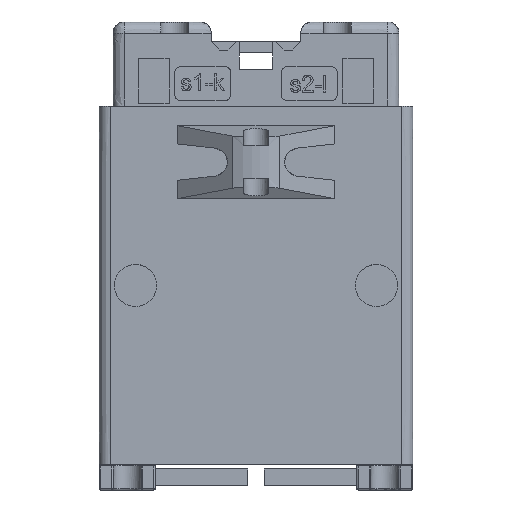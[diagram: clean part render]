
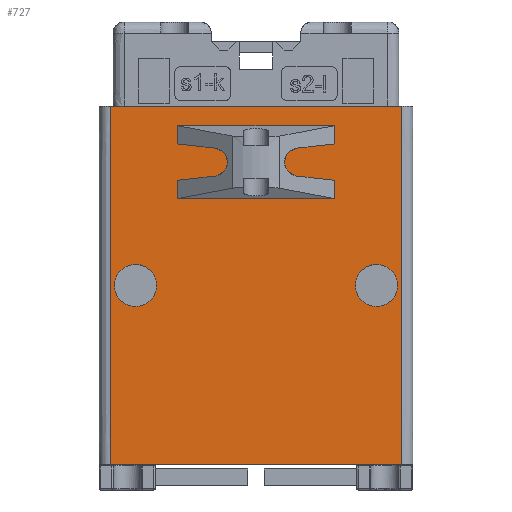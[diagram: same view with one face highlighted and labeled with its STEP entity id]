
A CAD part, front view. The second image highlights one B-rep face of the part: STEP entity #727.
In plain terms, the highlighted free-form (B-spline) face has degree [1, 1] with [2, 2] control points.
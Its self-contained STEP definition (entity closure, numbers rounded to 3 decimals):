
#299=(
BOUNDED_CURVE()
B_SPLINE_CURVE(2,(#12019,#12020,#12021,#12022,#12023),.UNSPECIFIED.,.F.,
.F.)
B_SPLINE_CURVE_WITH_KNOTS((3,2,3),(-23.611,-17.708,-11.805),
.UNSPECIFIED.)
CURVE()
GEOMETRIC_REPRESENTATION_ITEM()
RATIONAL_B_SPLINE_CURVE((1.,0.707,1.,0.707,1.))
REPRESENTATION_ITEM('')
);
#301=(
BOUNDED_CURVE()
B_SPLINE_CURVE(2,(#12031,#12032,#12033,#12034,#12035),.UNSPECIFIED.,.F.,
.F.)
B_SPLINE_CURVE_WITH_KNOTS((3,2,3),(-23.611,-17.708,-11.805),
.UNSPECIFIED.)
CURVE()
GEOMETRIC_REPRESENTATION_ITEM()
RATIONAL_B_SPLINE_CURVE((1.,0.707,1.,0.707,1.))
REPRESENTATION_ITEM('')
);
#307=(
BOUNDED_CURVE()
B_SPLINE_CURVE(2,(#12069,#12070,#12071,#12072,#12073),.UNSPECIFIED.,.F.,
.F.)
B_SPLINE_CURVE_WITH_KNOTS((3,2,3),(-11.805,-5.903,0.),
.UNSPECIFIED.)
CURVE()
GEOMETRIC_REPRESENTATION_ITEM()
RATIONAL_B_SPLINE_CURVE((1.,0.707,1.,0.707,1.))
REPRESENTATION_ITEM('')
);
#309=(
BOUNDED_CURVE()
B_SPLINE_CURVE(2,(#12081,#12082,#12083,#12084,#12085),.UNSPECIFIED.,.F.,
.F.)
B_SPLINE_CURVE_WITH_KNOTS((3,2,3),(-11.805,-5.903,0.),
.UNSPECIFIED.)
CURVE()
GEOMETRIC_REPRESENTATION_ITEM()
RATIONAL_B_SPLINE_CURVE((1.,0.707,1.,0.707,1.))
REPRESENTATION_ITEM('')
);
#727=ADVANCED_FACE('',(#1240,#990,#991),#6401,.T.);
#990=FACE_BOUND('',#1750,.T.);
#991=FACE_BOUND('',#1751,.T.);
#1240=FACE_OUTER_BOUND('',#1749,.T.);
#1749=EDGE_LOOP('',(#3200,#3201,#3202,#3203));
#1750=EDGE_LOOP('',(#3204,#3205));
#1751=EDGE_LOOP('',(#3206,#3207));
#3200=ORIENTED_EDGE('',*,*,#4920,.T.);
#3201=ORIENTED_EDGE('',*,*,#4904,.T.);
#3202=ORIENTED_EDGE('',*,*,#4921,.T.);
#3203=ORIENTED_EDGE('',*,*,#4912,.F.);
#3204=ORIENTED_EDGE('',*,*,#4929,.T.);
#3205=ORIENTED_EDGE('',*,*,#4942,.T.);
#3206=ORIENTED_EDGE('',*,*,#4945,.F.);
#3207=ORIENTED_EDGE('',*,*,#4932,.F.);
#4904=EDGE_CURVE('',#5850,#5849,#19100,.T.);
#4912=EDGE_CURVE('',#5858,#5857,#19108,.T.);
#4920=EDGE_CURVE('',#5858,#5850,#19116,.T.);
#4921=EDGE_CURVE('',#5849,#5857,#19117,.T.);
#4929=EDGE_CURVE('',#5866,#5873,#299,.T.);
#4932=EDGE_CURVE('',#5868,#5875,#301,.T.);
#4942=EDGE_CURVE('',#5873,#5866,#307,.T.);
#4945=EDGE_CURVE('',#5875,#5868,#309,.T.);
#5849=VERTEX_POINT('',#12294);
#5850=VERTEX_POINT('',#12295);
#5857=VERTEX_POINT('',#12302);
#5858=VERTEX_POINT('',#12303);
#5866=VERTEX_POINT('',#12311);
#5868=VERTEX_POINT('',#12313);
#5873=VERTEX_POINT('',#12318);
#5875=VERTEX_POINT('',#12320);
#6401=B_SPLINE_SURFACE_WITH_KNOTS('',1,1,((#12118,#12119),(#12120,#12121)),
.UNSPECIFIED.,.F.,.F.,.F.,(2,2),(2,2),(2.,54.),(0.,64.),.UNSPECIFIED.);
#11790=CARTESIAN_POINT('',(2.,0.,4.5));
#11791=CARTESIAN_POINT('',(54.,0.,4.5));
#11886=CARTESIAN_POINT('',(2.,0.,68.5));
#11887=CARTESIAN_POINT('',(54.,0.,68.5));
#11982=CARTESIAN_POINT('',(2.,0.,68.5));
#11983=CARTESIAN_POINT('',(2.,0.,47.167));
#11984=CARTESIAN_POINT('',(2.,0.,25.833));
#11985=CARTESIAN_POINT('',(2.,0.,4.5));
#11986=CARTESIAN_POINT('',(54.,0.,4.5));
#11987=CARTESIAN_POINT('',(54.,0.,25.833));
#11988=CARTESIAN_POINT('',(54.,0.,47.167));
#11989=CARTESIAN_POINT('',(54.,0.,68.5));
#12019=CARTESIAN_POINT('',(6.5,0.,40.258));
#12020=CARTESIAN_POINT('',(10.258,0.,40.258));
#12021=CARTESIAN_POINT('',(10.258,0.,36.5));
#12022=CARTESIAN_POINT('',(10.258,0.,32.742));
#12023=CARTESIAN_POINT('',(6.5,0.,32.742));
#12031=CARTESIAN_POINT('',(49.5,0.,40.258));
#12032=CARTESIAN_POINT('',(45.742,0.,40.258));
#12033=CARTESIAN_POINT('',(45.742,0.,36.5));
#12034=CARTESIAN_POINT('',(45.742,0.,32.742));
#12035=CARTESIAN_POINT('',(49.5,0.,32.742));
#12069=CARTESIAN_POINT('',(6.5,0.,32.742));
#12070=CARTESIAN_POINT('',(2.742,0.,32.742));
#12071=CARTESIAN_POINT('',(2.742,0.,36.5));
#12072=CARTESIAN_POINT('',(2.742,0.,40.258));
#12073=CARTESIAN_POINT('',(6.5,0.,40.258));
#12081=CARTESIAN_POINT('',(49.5,0.,32.742));
#12082=CARTESIAN_POINT('',(53.258,0.,32.742));
#12083=CARTESIAN_POINT('',(53.258,0.,36.5));
#12084=CARTESIAN_POINT('',(53.258,0.,40.258));
#12085=CARTESIAN_POINT('',(49.5,0.,40.258));
#12118=CARTESIAN_POINT('',(2.,0.,4.5));
#12119=CARTESIAN_POINT('',(2.,0.,68.5));
#12120=CARTESIAN_POINT('',(54.,0.,4.5));
#12121=CARTESIAN_POINT('',(54.,0.,68.5));
#12294=CARTESIAN_POINT('',(54.,0.,4.5));
#12295=CARTESIAN_POINT('',(2.,0.,4.5));
#12302=CARTESIAN_POINT('',(54.,0.,68.5));
#12303=CARTESIAN_POINT('',(2.,0.,68.5));
#12311=CARTESIAN_POINT('',(6.5,0.,40.258));
#12313=CARTESIAN_POINT('',(49.5,0.,40.258));
#12318=CARTESIAN_POINT('',(6.5,0.,32.742));
#12320=CARTESIAN_POINT('',(49.5,0.,32.742));
#19100=B_SPLINE_CURVE_WITH_KNOTS('',1,(#11790,#11791),.UNSPECIFIED.,.F.,
.F.,(2,2),(2.,54.),.UNSPECIFIED.);
#19108=B_SPLINE_CURVE_WITH_KNOTS('',1,(#11886,#11887),.UNSPECIFIED.,.F.,
.F.,(2,2),(2.,54.),.UNSPECIFIED.);
#19116=B_SPLINE_CURVE_WITH_KNOTS('',3,(#11982,#11983,#11984,#11985),.UNSPECIFIED.,
.F.,.F.,(4,4),(-64.,0.),.UNSPECIFIED.);
#19117=B_SPLINE_CURVE_WITH_KNOTS('',3,(#11986,#11987,#11988,#11989),.UNSPECIFIED.,
.F.,.F.,(4,4),(-64.,0.),.UNSPECIFIED.);
